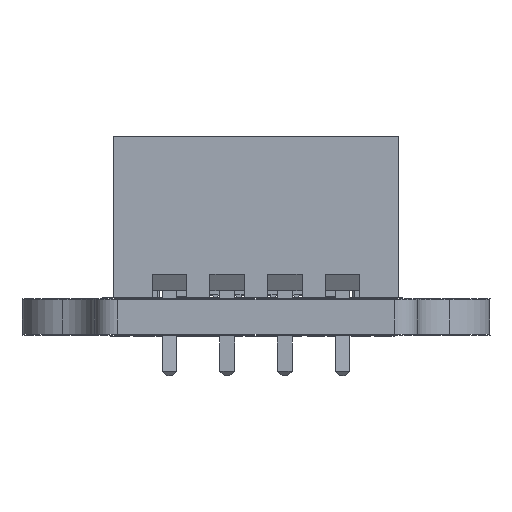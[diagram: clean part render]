
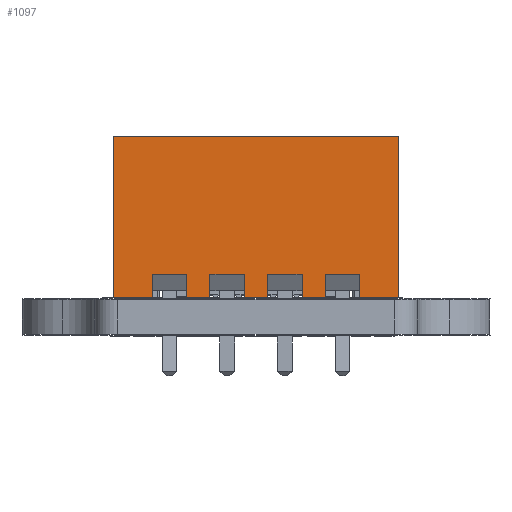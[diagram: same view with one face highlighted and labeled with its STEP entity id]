
A CAD part, front view. The second image highlights one B-rep face of the part: STEP entity #1097.
In plain terms, the highlighted planar face has unit normal (0, -1, 0).
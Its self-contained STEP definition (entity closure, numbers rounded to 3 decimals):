
#888 = VERTEX_POINT('',#889);
#889 = CARTESIAN_POINT('',(-2.45,-3.4,7.));
#895 = EDGE_CURVE('',#888,#896,#898,.T.);
#896 = VERTEX_POINT('',#897);
#897 = CARTESIAN_POINT('',(9.95,-3.4,7.));
#898 = LINE('',#899,#900);
#899 = CARTESIAN_POINT('',(-2.45,-3.4,7.));
#900 = VECTOR('',#901,1.);
#901 = DIRECTION('',(1.,0.,0.));
#1015 = VERTEX_POINT('',#1016);
#1016 = CARTESIAN_POINT('',(-2.45,-3.4,0.));
#1063 = EDGE_CURVE('',#1015,#888,#1064,.T.);
#1064 = LINE('',#1065,#1066);
#1065 = CARTESIAN_POINT('',(-2.45,-3.4,0.));
#1066 = VECTOR('',#1067,1.);
#1067 = DIRECTION('',(0.,0.,1.));
#1097 = ADVANCED_FACE('',(#1098),#1244,.F.);
#1098 = FACE_BOUND('',#1099,.F.);
#1099 = EDGE_LOOP('',(#1100,#1108,#1109,#1110,#1118,#1126,#1134,#1142,
    #1150,#1158,#1166,#1174,#1182,#1190,#1198,#1206,#1214,#1222,#1230,
    #1238));
#1100 = ORIENTED_EDGE('',*,*,#1101,.F.);
#1101 = EDGE_CURVE('',#1015,#1102,#1104,.T.);
#1102 = VERTEX_POINT('',#1103);
#1103 = CARTESIAN_POINT('',(-0.75,-3.4,0.));
#1104 = LINE('',#1105,#1106);
#1105 = CARTESIAN_POINT('',(-2.45,-3.4,0.));
#1106 = VECTOR('',#1107,1.);
#1107 = DIRECTION('',(1.,0.,0.));
#1108 = ORIENTED_EDGE('',*,*,#1063,.T.);
#1109 = ORIENTED_EDGE('',*,*,#895,.T.);
#1110 = ORIENTED_EDGE('',*,*,#1111,.F.);
#1111 = EDGE_CURVE('',#1112,#896,#1114,.T.);
#1112 = VERTEX_POINT('',#1113);
#1113 = CARTESIAN_POINT('',(9.95,-3.4,0.));
#1114 = LINE('',#1115,#1116);
#1115 = CARTESIAN_POINT('',(9.95,-3.4,0.));
#1116 = VECTOR('',#1117,1.);
#1117 = DIRECTION('',(0.,0.,1.));
#1118 = ORIENTED_EDGE('',*,*,#1119,.F.);
#1119 = EDGE_CURVE('',#1120,#1112,#1122,.T.);
#1120 = VERTEX_POINT('',#1121);
#1121 = CARTESIAN_POINT('',(8.25,-3.4,0.));
#1122 = LINE('',#1123,#1124);
#1123 = CARTESIAN_POINT('',(-2.45,-3.4,0.));
#1124 = VECTOR('',#1125,1.);
#1125 = DIRECTION('',(1.,0.,0.));
#1126 = ORIENTED_EDGE('',*,*,#1127,.F.);
#1127 = EDGE_CURVE('',#1128,#1120,#1130,.T.);
#1128 = VERTEX_POINT('',#1129);
#1129 = CARTESIAN_POINT('',(8.25,-3.4,1.));
#1130 = LINE('',#1131,#1132);
#1131 = CARTESIAN_POINT('',(8.25,-3.4,1.));
#1132 = VECTOR('',#1133,1.);
#1133 = DIRECTION('',(-0.,0.,-1.));
#1134 = ORIENTED_EDGE('',*,*,#1135,.T.);
#1135 = EDGE_CURVE('',#1128,#1136,#1138,.T.);
#1136 = VERTEX_POINT('',#1137);
#1137 = CARTESIAN_POINT('',(6.75,-3.4,1.));
#1138 = LINE('',#1139,#1140);
#1139 = CARTESIAN_POINT('',(8.25,-3.4,1.));
#1140 = VECTOR('',#1141,1.);
#1141 = DIRECTION('',(-1.,0.,0.));
#1142 = ORIENTED_EDGE('',*,*,#1143,.T.);
#1143 = EDGE_CURVE('',#1136,#1144,#1146,.T.);
#1144 = VERTEX_POINT('',#1145);
#1145 = CARTESIAN_POINT('',(6.75,-3.4,0.));
#1146 = LINE('',#1147,#1148);
#1147 = CARTESIAN_POINT('',(6.75,-3.4,1.));
#1148 = VECTOR('',#1149,1.);
#1149 = DIRECTION('',(-0.,0.,-1.));
#1150 = ORIENTED_EDGE('',*,*,#1151,.F.);
#1151 = EDGE_CURVE('',#1152,#1144,#1154,.T.);
#1152 = VERTEX_POINT('',#1153);
#1153 = CARTESIAN_POINT('',(5.75,-3.4,0.));
#1154 = LINE('',#1155,#1156);
#1155 = CARTESIAN_POINT('',(-2.45,-3.4,0.));
#1156 = VECTOR('',#1157,1.);
#1157 = DIRECTION('',(1.,0.,0.));
#1158 = ORIENTED_EDGE('',*,*,#1159,.F.);
#1159 = EDGE_CURVE('',#1160,#1152,#1162,.T.);
#1160 = VERTEX_POINT('',#1161);
#1161 = CARTESIAN_POINT('',(5.75,-3.4,1.));
#1162 = LINE('',#1163,#1164);
#1163 = CARTESIAN_POINT('',(5.75,-3.4,1.));
#1164 = VECTOR('',#1165,1.);
#1165 = DIRECTION('',(-0.,0.,-1.));
#1166 = ORIENTED_EDGE('',*,*,#1167,.T.);
#1167 = EDGE_CURVE('',#1160,#1168,#1170,.T.);
#1168 = VERTEX_POINT('',#1169);
#1169 = CARTESIAN_POINT('',(4.25,-3.4,1.));
#1170 = LINE('',#1171,#1172);
#1171 = CARTESIAN_POINT('',(5.75,-3.4,1.));
#1172 = VECTOR('',#1173,1.);
#1173 = DIRECTION('',(-1.,0.,0.));
#1174 = ORIENTED_EDGE('',*,*,#1175,.T.);
#1175 = EDGE_CURVE('',#1168,#1176,#1178,.T.);
#1176 = VERTEX_POINT('',#1177);
#1177 = CARTESIAN_POINT('',(4.25,-3.4,0.));
#1178 = LINE('',#1179,#1180);
#1179 = CARTESIAN_POINT('',(4.25,-3.4,1.));
#1180 = VECTOR('',#1181,1.);
#1181 = DIRECTION('',(-0.,0.,-1.));
#1182 = ORIENTED_EDGE('',*,*,#1183,.F.);
#1183 = EDGE_CURVE('',#1184,#1176,#1186,.T.);
#1184 = VERTEX_POINT('',#1185);
#1185 = CARTESIAN_POINT('',(3.25,-3.4,0.));
#1186 = LINE('',#1187,#1188);
#1187 = CARTESIAN_POINT('',(-2.45,-3.4,0.));
#1188 = VECTOR('',#1189,1.);
#1189 = DIRECTION('',(1.,0.,0.));
#1190 = ORIENTED_EDGE('',*,*,#1191,.F.);
#1191 = EDGE_CURVE('',#1192,#1184,#1194,.T.);
#1192 = VERTEX_POINT('',#1193);
#1193 = CARTESIAN_POINT('',(3.25,-3.4,1.));
#1194 = LINE('',#1195,#1196);
#1195 = CARTESIAN_POINT('',(3.25,-3.4,1.));
#1196 = VECTOR('',#1197,1.);
#1197 = DIRECTION('',(-0.,0.,-1.));
#1198 = ORIENTED_EDGE('',*,*,#1199,.T.);
#1199 = EDGE_CURVE('',#1192,#1200,#1202,.T.);
#1200 = VERTEX_POINT('',#1201);
#1201 = CARTESIAN_POINT('',(1.75,-3.4,1.));
#1202 = LINE('',#1203,#1204);
#1203 = CARTESIAN_POINT('',(3.25,-3.4,1.));
#1204 = VECTOR('',#1205,1.);
#1205 = DIRECTION('',(-1.,0.,0.));
#1206 = ORIENTED_EDGE('',*,*,#1207,.T.);
#1207 = EDGE_CURVE('',#1200,#1208,#1210,.T.);
#1208 = VERTEX_POINT('',#1209);
#1209 = CARTESIAN_POINT('',(1.75,-3.4,0.));
#1210 = LINE('',#1211,#1212);
#1211 = CARTESIAN_POINT('',(1.75,-3.4,1.));
#1212 = VECTOR('',#1213,1.);
#1213 = DIRECTION('',(-0.,0.,-1.));
#1214 = ORIENTED_EDGE('',*,*,#1215,.F.);
#1215 = EDGE_CURVE('',#1216,#1208,#1218,.T.);
#1216 = VERTEX_POINT('',#1217);
#1217 = CARTESIAN_POINT('',(0.75,-3.4,0.));
#1218 = LINE('',#1219,#1220);
#1219 = CARTESIAN_POINT('',(-2.45,-3.4,0.));
#1220 = VECTOR('',#1221,1.);
#1221 = DIRECTION('',(1.,0.,0.));
#1222 = ORIENTED_EDGE('',*,*,#1223,.F.);
#1223 = EDGE_CURVE('',#1224,#1216,#1226,.T.);
#1224 = VERTEX_POINT('',#1225);
#1225 = CARTESIAN_POINT('',(0.75,-3.4,1.));
#1226 = LINE('',#1227,#1228);
#1227 = CARTESIAN_POINT('',(0.75,-3.4,1.));
#1228 = VECTOR('',#1229,1.);
#1229 = DIRECTION('',(-0.,0.,-1.));
#1230 = ORIENTED_EDGE('',*,*,#1231,.T.);
#1231 = EDGE_CURVE('',#1224,#1232,#1234,.T.);
#1232 = VERTEX_POINT('',#1233);
#1233 = CARTESIAN_POINT('',(-0.75,-3.4,1.));
#1234 = LINE('',#1235,#1236);
#1235 = CARTESIAN_POINT('',(0.75,-3.4,1.));
#1236 = VECTOR('',#1237,1.);
#1237 = DIRECTION('',(-1.,0.,0.));
#1238 = ORIENTED_EDGE('',*,*,#1239,.T.);
#1239 = EDGE_CURVE('',#1232,#1102,#1240,.T.);
#1240 = LINE('',#1241,#1242);
#1241 = CARTESIAN_POINT('',(-0.75,-3.4,1.));
#1242 = VECTOR('',#1243,1.);
#1243 = DIRECTION('',(-0.,0.,-1.));
#1244 = PLANE('',#1245);
#1245 = AXIS2_PLACEMENT_3D('',#1246,#1247,#1248);
#1246 = CARTESIAN_POINT('',(-2.45,-3.4,0.));
#1247 = DIRECTION('',(0.,1.,0.));
#1248 = DIRECTION('',(1.,0.,0.));
